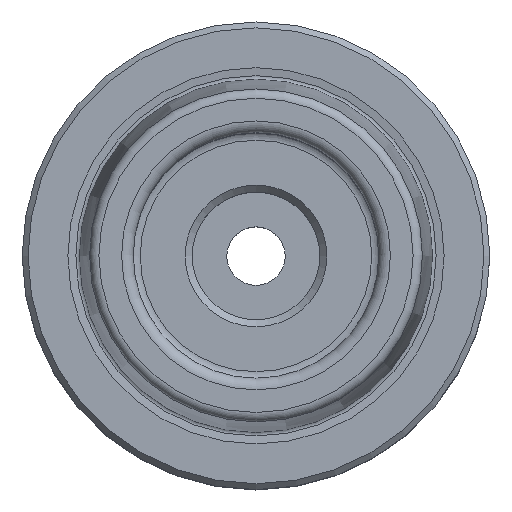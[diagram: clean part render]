
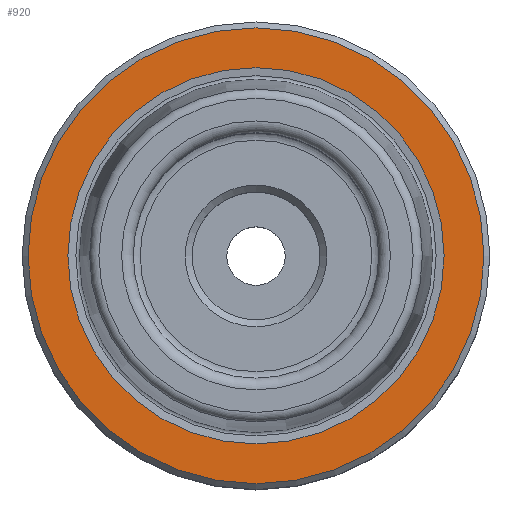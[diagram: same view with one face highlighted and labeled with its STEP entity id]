
A CAD part, top view. The second image highlights one B-rep face of the part: STEP entity #920.
In plain terms, the highlighted planar face has unit normal (0, 0, 1).
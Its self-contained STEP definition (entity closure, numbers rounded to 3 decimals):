
#122=ORIENTED_EDGE('',*,*,#197,.T.);
#123=ORIENTED_EDGE('',*,*,#196,.F.);
#196=EDGE_CURVE('',#247,#247,#298,.T.);
#197=EDGE_CURVE('',#248,#248,#299,.T.);
#247=VERTEX_POINT('',#1350);
#248=VERTEX_POINT('',#1353);
#298=CIRCLE('',#1008,16.094);
#299=CIRCLE('',#1010,19.5);
#377=EDGE_LOOP('',(#122));
#378=EDGE_LOOP('',(#123));
#479=FACE_BOUND('',#377,.T.);
#480=FACE_BOUND('',#378,.T.);
#527=PLANE('',#1009);
#920=ADVANCED_FACE('',(#479,#480),#527,.T.);
#1008=AXIS2_PLACEMENT_3D('',#1349,#1174,#1175);
#1009=AXIS2_PLACEMENT_3D('',#1351,#1176,#1177);
#1010=AXIS2_PLACEMENT_3D('',#1352,#1178,#1179);
#1174=DIRECTION('',(0.,0.,1.));
#1175=DIRECTION('',(1.,0.,0.));
#1176=DIRECTION('',(0.,0.,1.));
#1177=DIRECTION('',(1.,0.,0.));
#1178=DIRECTION('',(0.,0.,1.));
#1179=DIRECTION('',(1.,0.,0.));
#1349=CARTESIAN_POINT('',(0.,0.,0.));
#1350=CARTESIAN_POINT('',(16.094,0.,0.));
#1351=CARTESIAN_POINT('',(19.5,0.,0.));
#1352=CARTESIAN_POINT('',(0.,0.,0.));
#1353=CARTESIAN_POINT('',(19.5,0.,0.));
